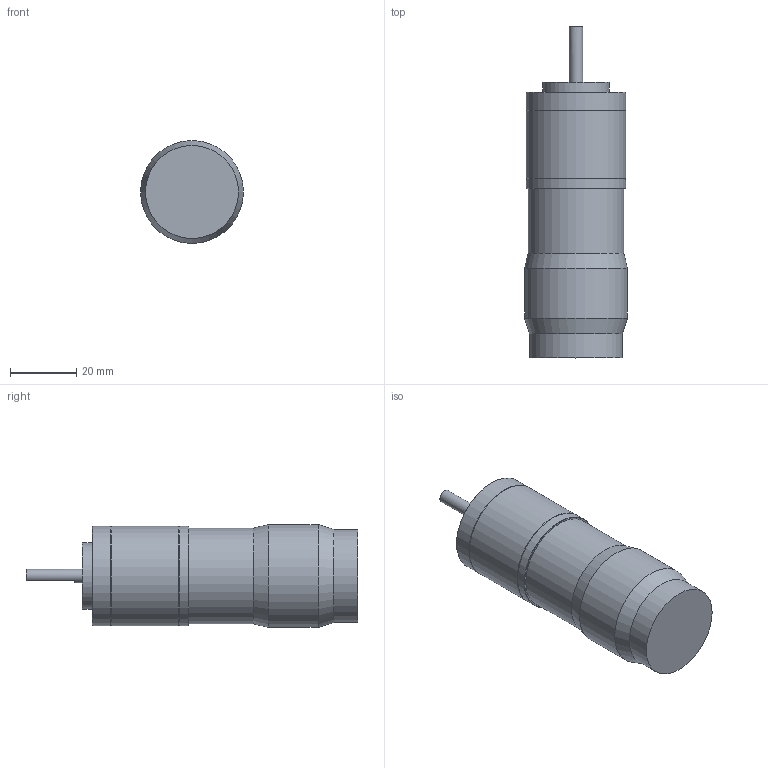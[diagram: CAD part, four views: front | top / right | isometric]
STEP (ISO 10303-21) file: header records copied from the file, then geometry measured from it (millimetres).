
FILE_DESCRIPTION(/* description */ ('STEP AP214'),/* implementation_level */ '2;1');
FILE_NAME(/* name */ '14-0001_ipt_a0f569f7.STEP',/* time_stamp */ '2022-06-02T14:50:00+03:00',/* author */ (''),/* organization */ (''),/* preprocessor_version */ 'ST-DEVELOPER v16.13',/* originating_system */ 'Autodesk Inventor 2018',/* authorisation */ '');
FILE_SCHEMA (('AUTOMOTIVE_DESIGN { 1 0 10303 214 3 1 1 }'));
Length unit declared in the file: millimetre
Products named in the file (1): 14-0001
Bounding box: 31 x 100 x 31 mm (x, y, z)
Volume: 56211.7 mm3; surface area: 9704.6 mm2
Topology: 1 solids, 2 shells, 34 faces, 67 edges, 43 vertices
Faces by surface type: cylinder 13, plane 12, cone 9
Full cylindrical faces by diameter (mm): 3.2 x4, 4 x1, 20.02 x1, 28 x1, 28.8 x2, 30 x3, 31 x1
Entity records: 767 total; most frequent: DIRECTION 138, CARTESIAN_POINT 105, ORIENTED_EDGE 72, AXIS2_PLACEMENT_3D 67, EDGE_LOOP 64, EDGE_CURVE 36, FACE_OUTER_BOUND 34, VERTEX_POINT 34
